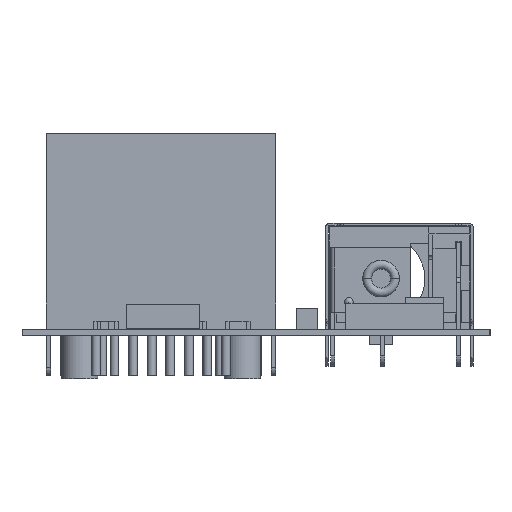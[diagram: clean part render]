
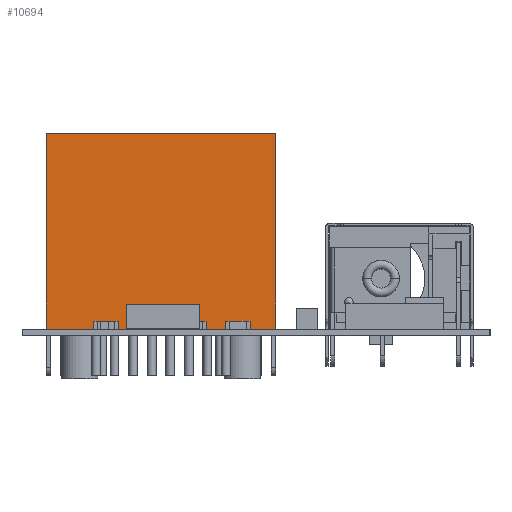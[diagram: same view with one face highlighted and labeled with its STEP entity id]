
A CAD part, left-side view. The second image highlights one B-rep face of the part: STEP entity #10694.
In plain terms, the highlighted face is planar.
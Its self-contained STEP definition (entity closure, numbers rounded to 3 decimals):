
#9117 = VERTEX_POINT('',#9118);
#9118 = CARTESIAN_POINT('',(-3.736,2.446,21.16));
#9124 = EDGE_CURVE('',#9125,#9117,#9127,.T.);
#9125 = VERTEX_POINT('',#9126);
#9126 = CARTESIAN_POINT('',(-3.736,15.846,21.16));
#9127 = LINE('',#9128,#9129);
#9128 = CARTESIAN_POINT('',(-3.736,2.446,21.16));
#9129 = VECTOR('',#9130,1.);
#9130 = DIRECTION('',(0.,-1.,0.));
#10568 = EDGE_CURVE('',#10569,#9125,#10571,.T.);
#10569 = VERTEX_POINT('',#10570);
#10570 = CARTESIAN_POINT('',(11.964,15.846,21.16));
#10571 = LINE('',#10572,#10573);
#10572 = CARTESIAN_POINT('',(-3.736,15.846,21.16));
#10573 = VECTOR('',#10574,1.);
#10574 = DIRECTION('',(-1.,0.,0.));
#10607 = EDGE_CURVE('',#10608,#10569,#10610,.T.);
#10608 = VERTEX_POINT('',#10609);
#10609 = CARTESIAN_POINT('',(11.964,2.446,21.16));
#10610 = LINE('',#10611,#10612);
#10611 = CARTESIAN_POINT('',(11.964,15.846,21.16));
#10612 = VECTOR('',#10613,1.);
#10613 = DIRECTION('',(0.,1.,0.));
#10634 = EDGE_CURVE('',#9117,#10608,#10635,.T.);
#10635 = LINE('',#10636,#10637);
#10636 = CARTESIAN_POINT('',(11.964,2.446,21.16));
#10637 = VECTOR('',#10638,1.);
#10638 = DIRECTION('',(1.,0.,0.));
#10694 = ADVANCED_FACE('',(#10695),#10701,.T.);
#10695 = FACE_BOUND('',#10696,.T.);
#10696 = EDGE_LOOP('',(#10697,#10698,#10699,#10700));
#10697 = ORIENTED_EDGE('',*,*,#10634,.T.);
#10698 = ORIENTED_EDGE('',*,*,#10607,.T.);
#10699 = ORIENTED_EDGE('',*,*,#10568,.T.);
#10700 = ORIENTED_EDGE('',*,*,#9124,.T.);
#10701 = PLANE('',#10702);
#10702 = AXIS2_PLACEMENT_3D('',#10703,#10704,#10705);
#10703 = CARTESIAN_POINT('',(4.114,9.146,21.16));
#10704 = DIRECTION('',(0.,0.,1.));
#10705 = DIRECTION('',(1.,0.,0.));
